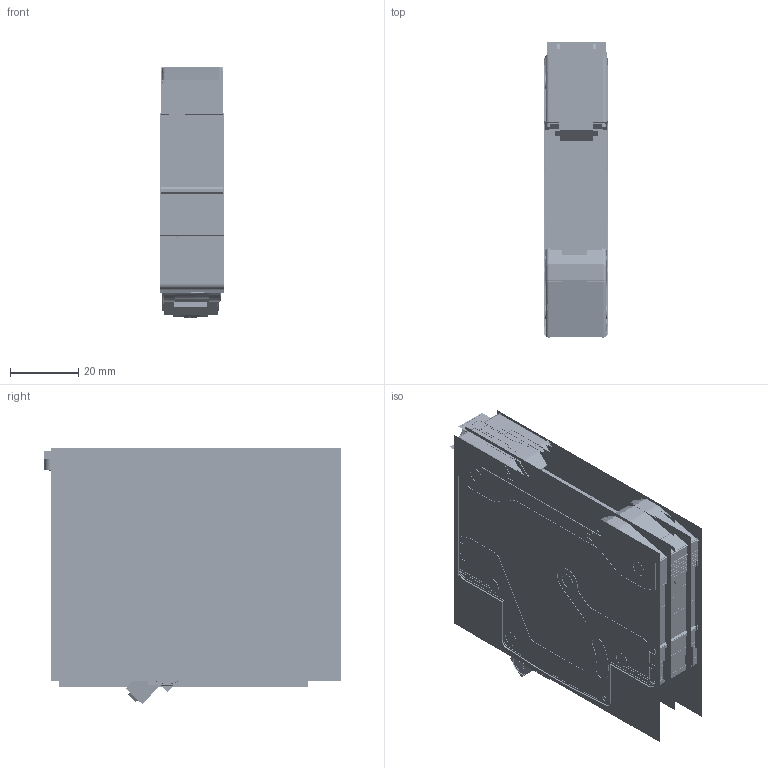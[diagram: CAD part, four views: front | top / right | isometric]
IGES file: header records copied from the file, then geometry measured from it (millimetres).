
Start section:  PTC IGES file: nbh8-40_asm.igs
Global section: file name: nbh8-40_asm.igs; native system: Pro/ENGINEER by Parametric Technology Corporation; preprocessor: 2010280; author: zdgs16; organization: Unknown; date: 20170407.093512; units: millimetre
Bounding box: 18.51 x 87.68 x 75.15 mm (x, y, z)
Volume: 81874.6 mm3; surface area: 1398761.1 mm2
Topology: 34 solids, 34 shells, 7354 faces, 47504 edges, 66606 vertices
Faces by surface type: bspline 5424, revolution 1930
